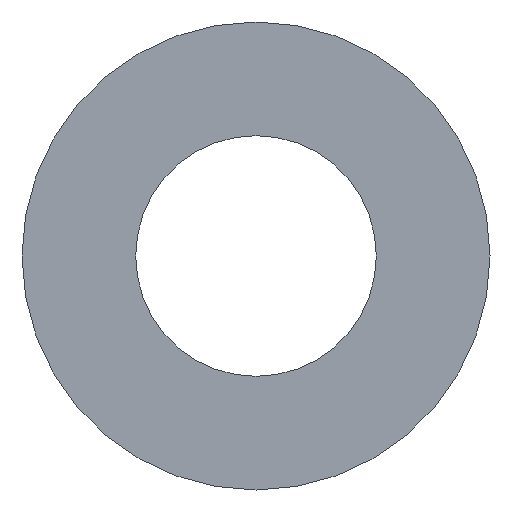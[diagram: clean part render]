
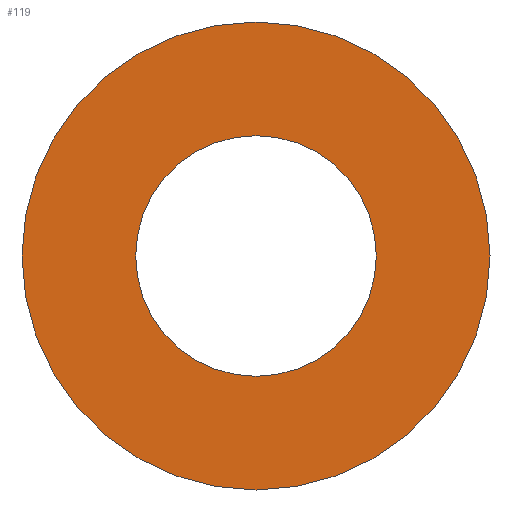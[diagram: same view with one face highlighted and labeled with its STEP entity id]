
A CAD part, front view. The second image highlights one B-rep face of the part: STEP entity #119.
In plain terms, the highlighted planar face has unit normal (0, -1, 0).
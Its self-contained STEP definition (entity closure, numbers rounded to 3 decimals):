
#2 = VERTEX_POINT ( 'NONE', #35 ) ;
#10 = CARTESIAN_POINT ( 'NONE',  ( 0., 0., 56.4 ) ) ;
#11 = FACE_BOUND ( 'NONE', #241, .T. ) ;
#12 = CIRCLE ( 'NONE', #116, 29. ) ;
#19 = AXIS2_PLACEMENT_3D ( 'NONE', #68, #51, #205 ) ;
#24 = VERTEX_POINT ( 'NONE', #10 ) ;
#25 = AXIS2_PLACEMENT_3D ( 'NONE', #38, #139, #172 ) ;
#35 = CARTESIAN_POINT ( 'NONE',  ( 0., 0., 29. ) ) ;
#38 = CARTESIAN_POINT ( 'NONE',  ( 0., 0., 0. ) ) ;
#41 = AXIS2_PLACEMENT_3D ( 'NONE', #221, #201, #127 ) ;
#47 = DIRECTION ( 'NONE',  ( 0., 0., 1. ) ) ;
#51 = DIRECTION ( 'NONE',  ( 0., 1., 0. ) ) ;
#54 = CARTESIAN_POINT ( 'NONE',  ( 0., 0., -56.4 ) ) ;
#60 = CIRCLE ( 'NONE', #25, 56.4 ) ;
#68 = CARTESIAN_POINT ( 'NONE',  ( 0., 0., 0. ) ) ;
#69 = EDGE_CURVE ( 'NONE', #180, #2, #12, .T. ) ;
#75 = EDGE_CURVE ( 'NONE', #2, #180, #191, .T. ) ;
#81 = ORIENTED_EDGE ( 'NONE', *, *, #99, .F. ) ;
#88 = DIRECTION ( 'NONE',  ( 0., 1., 0. ) ) ;
#90 = PLANE ( 'NONE',  #236 ) ;
#99 = EDGE_CURVE ( 'NONE', #152, #24, #223, .T. ) ;
#111 = CARTESIAN_POINT ( 'NONE',  ( 0., 0., 0. ) ) ;
#116 = AXIS2_PLACEMENT_3D ( 'NONE', #167, #88, #240 ) ;
#119 = ADVANCED_FACE ( 'NONE', ( #242, #11 ), #90, .F. ) ;
#127 = DIRECTION ( 'NONE',  ( 0., 0., 1. ) ) ;
#139 = DIRECTION ( 'NONE',  ( 0., 1., 0. ) ) ;
#151 = EDGE_LOOP ( 'NONE', ( #81, #218 ) ) ;
#152 = VERTEX_POINT ( 'NONE', #54 ) ;
#153 = DIRECTION ( 'NONE',  ( 0., 1., 0. ) ) ;
#167 = CARTESIAN_POINT ( 'NONE',  ( 0., 0., 0. ) ) ;
#172 = DIRECTION ( 'NONE',  ( 0., 0., 1. ) ) ;
#178 = EDGE_CURVE ( 'NONE', #24, #152, #60, .T. ) ;
#180 = VERTEX_POINT ( 'NONE', #208 ) ;
#191 = CIRCLE ( 'NONE', #41, 29. ) ;
#201 = DIRECTION ( 'NONE',  ( 0., 1., 0. ) ) ;
#202 = ORIENTED_EDGE ( 'NONE', *, *, #75, .T. ) ;
#205 = DIRECTION ( 'NONE',  ( 0., 0., 1. ) ) ;
#208 = CARTESIAN_POINT ( 'NONE',  ( 0., 0., -29. ) ) ;
#217 = ORIENTED_EDGE ( 'NONE', *, *, #69, .T. ) ;
#218 = ORIENTED_EDGE ( 'NONE', *, *, #178, .F. ) ;
#221 = CARTESIAN_POINT ( 'NONE',  ( 0., 0., 0. ) ) ;
#223 = CIRCLE ( 'NONE', #19, 56.4 ) ;
#236 = AXIS2_PLACEMENT_3D ( 'NONE', #111, #153, #47 ) ;
#240 = DIRECTION ( 'NONE',  ( 0., 0., 1. ) ) ;
#241 = EDGE_LOOP ( 'NONE', ( #217, #202 ) ) ;
#242 = FACE_OUTER_BOUND ( 'NONE', #151, .T. ) ;
